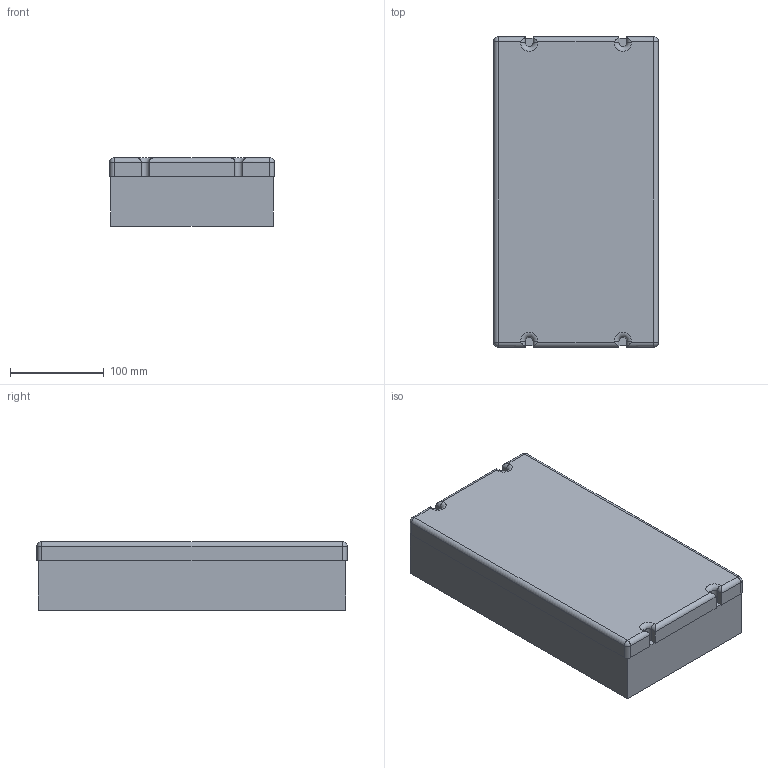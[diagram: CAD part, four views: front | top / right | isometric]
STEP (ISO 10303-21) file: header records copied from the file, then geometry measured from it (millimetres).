
FILE_DESCRIPTION(/* description */ ('Unknown'),/* implementation_level */ '2;1');
FILE_NAME(/* name */ 'SN 8500 SHB LED',/* time_stamp */ '2020-08-27T13:19:26+02:00',/* author */ ('Unknown'),/* organization */ ('Unknown'),/* preprocessor_version */ 'ST-DEVELOPER v16.7',/* originating_system */ 'Solid Edge',/* authorisation */ 'Unknown');
FILE_SCHEMA (('AUTOMOTIVE_DESIGN {1 0 10303 214 3 1 1}'));
Length unit declared in the file: millimetre
Products named in the file (1): SN 8500 SHB LED
Bounding box: 176 x 331 x 73 mm (x, y, z)
Volume: 4159996.7 mm3; surface area: 188661.4 mm2
Topology: 1 solids, 1 shells, 62 faces, 148 edges, 84 vertices
Faces by surface type: plane 30, cylinder 24, sphere 4, torus 4
Entity records: 1754 total; most frequent: DIRECTION 314, CARTESIAN_POINT 291, ORIENTED_EDGE 288, EDGE_CURVE 144, AXIS2_PLACEMENT_3D 107, LINE 100, VECTOR 100, VERTEX_POINT 84
